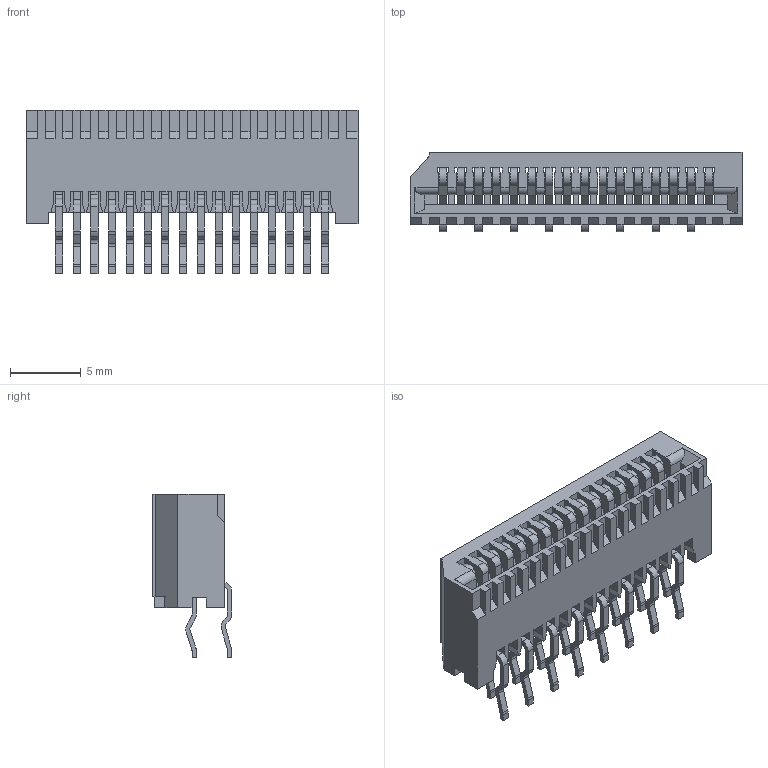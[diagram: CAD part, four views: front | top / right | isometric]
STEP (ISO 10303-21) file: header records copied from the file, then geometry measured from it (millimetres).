
FILE_DESCRIPTION((''),'2;1');
FILE_NAME('520451645','2014-07-02T',('me'),(''),'PRO/ENGINEER BY PARAMETRIC TECHNOLOGY CORPORATION, 2011490','PRO/ENGINEER BY PARAMETRIC TECHNOLOGY CORPORATION, 2011490','');
FILE_SCHEMA(('CONFIG_CONTROL_DESIGN'));
Length unit declared in the file: millimetre
Products named in the file (1): 520451645
Bounding box: 23.4 x 5.6 x 11.5 mm (x, y, z)
Volume: 585 mm3; surface area: 1805 mm2
Topology: 1 solids, 1 shells, 876 faces, 2683 edges, 1778 vertices
Faces by surface type: plane 635, cylinder 241
Entity records: 29907 total; most frequent: CARTESIAN_POINT 5319, ORIENTED_EDGE 5302, DIRECTION 4947, EDGE_CURVE 2651, VECTOR 2169, LINE 2169, VERTEX_POINT 1746, AXIS2_PLACEMENT_3D 1389
